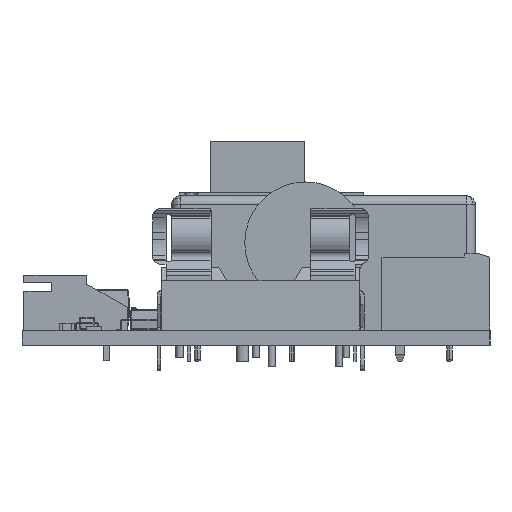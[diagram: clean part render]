
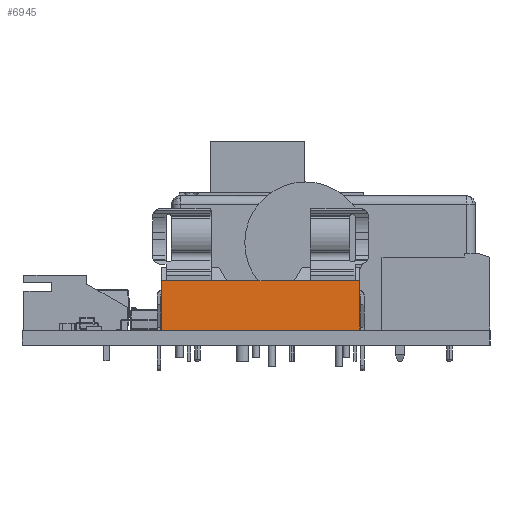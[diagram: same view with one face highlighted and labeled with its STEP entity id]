
A CAD part, left-side view. The second image highlights one B-rep face of the part: STEP entity #6945.
In plain terms, the highlighted face is planar.
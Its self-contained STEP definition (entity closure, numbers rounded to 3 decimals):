
#6908 = VERTEX_POINT('',#6909);
#6909 = CARTESIAN_POINT('',(0.,0.,-9.));
#6915 = EDGE_CURVE('',#6916,#6908,#6918,.T.);
#6916 = VERTEX_POINT('',#6917);
#6917 = CARTESIAN_POINT('',(22.,0.,-9.));
#6918 = LINE('',#6919,#6920);
#6919 = CARTESIAN_POINT('',(22.,0.,-9.));
#6920 = VECTOR('',#6921,1.);
#6921 = DIRECTION('',(-1.,0.,0.));
#6945 = ADVANCED_FACE('',(#6946),#6971,.F.);
#6946 = FACE_BOUND('',#6947,.T.);
#6947 = EDGE_LOOP('',(#6948,#6949,#6957,#6965));
#6948 = ORIENTED_EDGE('',*,*,#6915,.T.);
#6949 = ORIENTED_EDGE('',*,*,#6950,.T.);
#6950 = EDGE_CURVE('',#6908,#6951,#6953,.T.);
#6951 = VERTEX_POINT('',#6952);
#6952 = CARTESIAN_POINT('',(0.,5.5,-8.85));
#6953 = LINE('',#6954,#6955);
#6954 = CARTESIAN_POINT('',(0.,0.,-9.));
#6955 = VECTOR('',#6956,1.);
#6956 = DIRECTION('',(0.,1.,0.027));
#6957 = ORIENTED_EDGE('',*,*,#6958,.F.);
#6958 = EDGE_CURVE('',#6959,#6951,#6961,.T.);
#6959 = VERTEX_POINT('',#6960);
#6960 = CARTESIAN_POINT('',(22.,5.5,-8.85));
#6961 = LINE('',#6962,#6963);
#6962 = CARTESIAN_POINT('',(22.,5.5,-8.85)
  );
#6963 = VECTOR('',#6964,1.);
#6964 = DIRECTION('',(-1.,0.,0.));
#6965 = ORIENTED_EDGE('',*,*,#6966,.F.);
#6966 = EDGE_CURVE('',#6916,#6959,#6967,.T.);
#6967 = LINE('',#6968,#6969);
#6968 = CARTESIAN_POINT('',(22.,0.,-9.));
#6969 = VECTOR('',#6970,1.);
#6970 = DIRECTION('',(0.,1.,0.027));
#6971 = PLANE('',#6972);
#6972 = AXIS2_PLACEMENT_3D('',#6973,#6974,#6975);
#6973 = CARTESIAN_POINT('',(22.,5.5,-8.85));
#6974 = DIRECTION('',(0.,-0.027,1.));
#6975 = DIRECTION('',(-1.,0.,0.));
